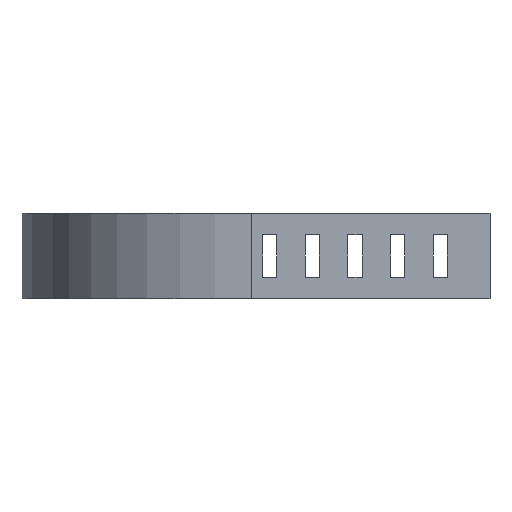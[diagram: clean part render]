
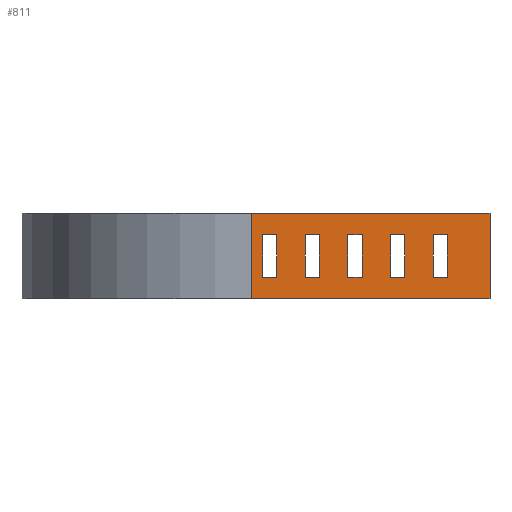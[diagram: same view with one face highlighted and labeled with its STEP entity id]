
A CAD part, left-side view. The second image highlights one B-rep face of the part: STEP entity #811.
In plain terms, the highlighted planar face has unit normal (-1, 0, 0).
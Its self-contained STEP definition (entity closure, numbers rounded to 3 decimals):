
#92=CARTESIAN_POINT('Line Origine',(-107.89,0.,15.)) ;
#96=CARTESIAN_POINT('Vertex',(-107.89,0.,0.)) ;
#98=CARTESIAN_POINT('Vertex',(-107.89,0.,30.)) ;
#243=CARTESIAN_POINT('Line Origine',(-107.89,41.953,30.)) ;
#247=CARTESIAN_POINT('Vertex',(-107.89,83.906,30.)) ;
#308=CARTESIAN_POINT('Vertex',(-107.89,83.906,0.)) ;
#340=CARTESIAN_POINT('Line Origine',(-107.89,41.953,0.)) ;
#365=CARTESIAN_POINT('Line Origine',(-107.89,83.906,15.)) ;
#395=CARTESIAN_POINT('Vertex',(-107.89,15.,22.5)) ;
#398=CARTESIAN_POINT('Line Origine',(-107.89,17.5,22.5)) ;
#402=CARTESIAN_POINT('Vertex',(-107.89,20.,22.5)) ;
#422=CARTESIAN_POINT('Line Origine',(-107.89,20.,15.)) ;
#426=CARTESIAN_POINT('Vertex',(-107.89,20.,7.5)) ;
#457=CARTESIAN_POINT('Vertex',(-107.89,15.,7.5)) ;
#462=CARTESIAN_POINT('Line Origine',(-107.89,15.,15.)) ;
#489=CARTESIAN_POINT('Line Origine',(-107.89,17.5,7.5)) ;
#658=CARTESIAN_POINT('Axis2P3D Location',(-107.89,0.,0.)) ;
#675=CARTESIAN_POINT('Line Origine',(-107.89,30.,15.)) ;
#679=CARTESIAN_POINT('Vertex',(-107.89,30.,7.5)) ;
#681=CARTESIAN_POINT('Vertex',(-107.89,30.,22.5)) ;
#684=CARTESIAN_POINT('Line Origine',(-107.89,32.5,7.5)) ;
#688=CARTESIAN_POINT('Vertex',(-107.89,35.,7.5)) ;
#691=CARTESIAN_POINT('Line Origine',(-107.89,35.,15.)) ;
#695=CARTESIAN_POINT('Vertex',(-107.89,35.,22.5)) ;
#698=CARTESIAN_POINT('Line Origine',(-107.89,32.5,22.5)) ;
#709=CARTESIAN_POINT('Line Origine',(-107.89,45.,15.)) ;
#713=CARTESIAN_POINT('Vertex',(-107.89,45.,7.5)) ;
#715=CARTESIAN_POINT('Vertex',(-107.89,45.,22.5)) ;
#718=CARTESIAN_POINT('Line Origine',(-107.89,47.5,7.5)) ;
#722=CARTESIAN_POINT('Vertex',(-107.89,50.,7.5)) ;
#725=CARTESIAN_POINT('Line Origine',(-107.89,50.,15.)) ;
#729=CARTESIAN_POINT('Vertex',(-107.89,50.,22.5)) ;
#732=CARTESIAN_POINT('Line Origine',(-107.89,47.5,22.5)) ;
#743=CARTESIAN_POINT('Line Origine',(-107.89,60.,15.)) ;
#747=CARTESIAN_POINT('Vertex',(-107.89,60.,7.5)) ;
#749=CARTESIAN_POINT('Vertex',(-107.89,60.,22.5)) ;
#752=CARTESIAN_POINT('Line Origine',(-107.89,62.5,7.5)) ;
#756=CARTESIAN_POINT('Vertex',(-107.89,65.,7.5)) ;
#759=CARTESIAN_POINT('Line Origine',(-107.89,65.,15.)) ;
#763=CARTESIAN_POINT('Vertex',(-107.89,65.,22.5)) ;
#766=CARTESIAN_POINT('Line Origine',(-107.89,62.5,22.5)) ;
#777=CARTESIAN_POINT('Line Origine',(-107.89,75.,15.)) ;
#781=CARTESIAN_POINT('Vertex',(-107.89,75.,7.5)) ;
#783=CARTESIAN_POINT('Vertex',(-107.89,75.,22.5)) ;
#786=CARTESIAN_POINT('Line Origine',(-107.89,77.5,7.5)) ;
#790=CARTESIAN_POINT('Vertex',(-107.89,80.,7.5)) ;
#793=CARTESIAN_POINT('Line Origine',(-107.89,80.,15.)) ;
#797=CARTESIAN_POINT('Vertex',(-107.89,80.,22.5)) ;
#800=CARTESIAN_POINT('Line Origine',(-107.89,77.5,22.5)) ;
#93=DIRECTION('Vector Direction',(0.,0.,1.)) ;
#244=DIRECTION('Vector Direction',(0.,1.,0.)) ;
#341=DIRECTION('Vector Direction',(0.,1.,0.)) ;
#366=DIRECTION('Vector Direction',(0.,0.,1.)) ;
#399=DIRECTION('Vector Direction',(0.,-1.,0.)) ;
#423=DIRECTION('Vector Direction',(0.,0.,-1.)) ;
#463=DIRECTION('Vector Direction',(0.,0.,1.)) ;
#490=DIRECTION('Vector Direction',(0.,1.,0.)) ;
#659=DIRECTION('Axis2P3D Direction',(1.,0.,0.)) ;
#660=DIRECTION('Axis2P3D XDirection',(0.,1.,0.)) ;
#676=DIRECTION('Vector Direction',(0.,0.,1.)) ;
#685=DIRECTION('Vector Direction',(0.,1.,0.)) ;
#692=DIRECTION('Vector Direction',(0.,0.,-1.)) ;
#699=DIRECTION('Vector Direction',(0.,-1.,0.)) ;
#710=DIRECTION('Vector Direction',(0.,0.,1.)) ;
#719=DIRECTION('Vector Direction',(0.,1.,0.)) ;
#726=DIRECTION('Vector Direction',(0.,0.,-1.)) ;
#733=DIRECTION('Vector Direction',(0.,-1.,0.)) ;
#744=DIRECTION('Vector Direction',(0.,0.,1.)) ;
#753=DIRECTION('Vector Direction',(0.,1.,0.)) ;
#760=DIRECTION('Vector Direction',(0.,0.,-1.)) ;
#767=DIRECTION('Vector Direction',(0.,-1.,0.)) ;
#778=DIRECTION('Vector Direction',(0.,0.,1.)) ;
#787=DIRECTION('Vector Direction',(0.,1.,0.)) ;
#794=DIRECTION('Vector Direction',(0.,0.,-1.)) ;
#801=DIRECTION('Vector Direction',(0.,-1.,0.)) ;
#661=AXIS2_PLACEMENT_3D('Plane Axis2P3D',#658,#659,#660) ;
#664=ORIENTED_EDGE('',*,*,#369,.F.) ;
#665=ORIENTED_EDGE('',*,*,#344,.T.) ;
#666=ORIENTED_EDGE('',*,*,#100,.T.) ;
#667=ORIENTED_EDGE('',*,*,#249,.F.) ;
#670=ORIENTED_EDGE('',*,*,#466,.F.) ;
#671=ORIENTED_EDGE('',*,*,#493,.F.) ;
#672=ORIENTED_EDGE('',*,*,#428,.F.) ;
#673=ORIENTED_EDGE('',*,*,#404,.F.) ;
#704=ORIENTED_EDGE('',*,*,#683,.F.) ;
#705=ORIENTED_EDGE('',*,*,#690,.F.) ;
#706=ORIENTED_EDGE('',*,*,#697,.F.) ;
#707=ORIENTED_EDGE('',*,*,#702,.F.) ;
#738=ORIENTED_EDGE('',*,*,#717,.F.) ;
#739=ORIENTED_EDGE('',*,*,#724,.F.) ;
#740=ORIENTED_EDGE('',*,*,#731,.F.) ;
#741=ORIENTED_EDGE('',*,*,#736,.F.) ;
#772=ORIENTED_EDGE('',*,*,#751,.F.) ;
#773=ORIENTED_EDGE('',*,*,#758,.F.) ;
#774=ORIENTED_EDGE('',*,*,#765,.F.) ;
#775=ORIENTED_EDGE('',*,*,#770,.F.) ;
#806=ORIENTED_EDGE('',*,*,#785,.F.) ;
#807=ORIENTED_EDGE('',*,*,#792,.F.) ;
#808=ORIENTED_EDGE('',*,*,#799,.F.) ;
#809=ORIENTED_EDGE('',*,*,#804,.F.) ;
#674=FACE_BOUND('',#669,.T.) ;
#708=FACE_BOUND('',#703,.T.) ;
#742=FACE_BOUND('',#737,.T.) ;
#776=FACE_BOUND('',#771,.T.) ;
#810=FACE_BOUND('',#805,.T.) ;
#94=VECTOR('Line Direction',#93,1.) ;
#245=VECTOR('Line Direction',#244,1.) ;
#342=VECTOR('Line Direction',#341,1.) ;
#367=VECTOR('Line Direction',#366,1.) ;
#400=VECTOR('Line Direction',#399,1.) ;
#424=VECTOR('Line Direction',#423,1.) ;
#464=VECTOR('Line Direction',#463,1.) ;
#491=VECTOR('Line Direction',#490,1.) ;
#677=VECTOR('Line Direction',#676,1.) ;
#686=VECTOR('Line Direction',#685,1.) ;
#693=VECTOR('Line Direction',#692,1.) ;
#700=VECTOR('Line Direction',#699,1.) ;
#711=VECTOR('Line Direction',#710,1.) ;
#720=VECTOR('Line Direction',#719,1.) ;
#727=VECTOR('Line Direction',#726,1.) ;
#734=VECTOR('Line Direction',#733,1.) ;
#745=VECTOR('Line Direction',#744,1.) ;
#754=VECTOR('Line Direction',#753,1.) ;
#761=VECTOR('Line Direction',#760,1.) ;
#768=VECTOR('Line Direction',#767,1.) ;
#779=VECTOR('Line Direction',#778,1.) ;
#788=VECTOR('Line Direction',#787,1.) ;
#795=VECTOR('Line Direction',#794,1.) ;
#802=VECTOR('Line Direction',#801,1.) ;
#811=ADVANCED_FACE('PartBody',(#668,#674,#708,#742,#776,#810),#662,.F.) ;
#100=EDGE_CURVE('',#97,#99,#95,.T.) ;
#249=EDGE_CURVE('',#248,#99,#246,.F.) ;
#344=EDGE_CURVE('',#309,#97,#343,.F.) ;
#369=EDGE_CURVE('',#309,#248,#368,.T.) ;
#404=EDGE_CURVE('',#396,#403,#401,.F.) ;
#428=EDGE_CURVE('',#403,#427,#425,.T.) ;
#466=EDGE_CURVE('',#458,#396,#465,.T.) ;
#493=EDGE_CURVE('',#427,#458,#492,.F.) ;
#683=EDGE_CURVE('',#680,#682,#678,.T.) ;
#690=EDGE_CURVE('',#689,#680,#687,.F.) ;
#697=EDGE_CURVE('',#696,#689,#694,.T.) ;
#702=EDGE_CURVE('',#682,#696,#701,.F.) ;
#717=EDGE_CURVE('',#714,#716,#712,.T.) ;
#724=EDGE_CURVE('',#723,#714,#721,.F.) ;
#731=EDGE_CURVE('',#730,#723,#728,.T.) ;
#736=EDGE_CURVE('',#716,#730,#735,.F.) ;
#751=EDGE_CURVE('',#748,#750,#746,.T.) ;
#758=EDGE_CURVE('',#757,#748,#755,.F.) ;
#765=EDGE_CURVE('',#764,#757,#762,.T.) ;
#770=EDGE_CURVE('',#750,#764,#769,.F.) ;
#785=EDGE_CURVE('',#782,#784,#780,.T.) ;
#792=EDGE_CURVE('',#791,#782,#789,.F.) ;
#799=EDGE_CURVE('',#798,#791,#796,.T.) ;
#804=EDGE_CURVE('',#784,#798,#803,.F.) ;
#663=EDGE_LOOP('',(#664,#665,#666,#667)) ;
#669=EDGE_LOOP('',(#670,#671,#672,#673)) ;
#703=EDGE_LOOP('',(#704,#705,#706,#707)) ;
#737=EDGE_LOOP('',(#738,#739,#740,#741)) ;
#771=EDGE_LOOP('',(#772,#773,#774,#775)) ;
#805=EDGE_LOOP('',(#806,#807,#808,#809)) ;
#668=FACE_OUTER_BOUND('',#663,.T.) ;
#95=LINE('Line',#92,#94) ;
#246=LINE('Line',#243,#245) ;
#343=LINE('Line',#340,#342) ;
#368=LINE('Line',#365,#367) ;
#401=LINE('Line',#398,#400) ;
#425=LINE('Line',#422,#424) ;
#465=LINE('Line',#462,#464) ;
#492=LINE('Line',#489,#491) ;
#678=LINE('Line',#675,#677) ;
#687=LINE('Line',#684,#686) ;
#694=LINE('Line',#691,#693) ;
#701=LINE('Line',#698,#700) ;
#712=LINE('Line',#709,#711) ;
#721=LINE('Line',#718,#720) ;
#728=LINE('Line',#725,#727) ;
#735=LINE('Line',#732,#734) ;
#746=LINE('Line',#743,#745) ;
#755=LINE('Line',#752,#754) ;
#762=LINE('Line',#759,#761) ;
#769=LINE('Line',#766,#768) ;
#780=LINE('Line',#777,#779) ;
#789=LINE('Line',#786,#788) ;
#796=LINE('Line',#793,#795) ;
#803=LINE('Line',#800,#802) ;
#662=PLANE('Plane',#661) ;
#97=VERTEX_POINT('',#96) ;
#99=VERTEX_POINT('',#98) ;
#248=VERTEX_POINT('',#247) ;
#309=VERTEX_POINT('',#308) ;
#396=VERTEX_POINT('',#395) ;
#403=VERTEX_POINT('',#402) ;
#427=VERTEX_POINT('',#426) ;
#458=VERTEX_POINT('',#457) ;
#680=VERTEX_POINT('',#679) ;
#682=VERTEX_POINT('',#681) ;
#689=VERTEX_POINT('',#688) ;
#696=VERTEX_POINT('',#695) ;
#714=VERTEX_POINT('',#713) ;
#716=VERTEX_POINT('',#715) ;
#723=VERTEX_POINT('',#722) ;
#730=VERTEX_POINT('',#729) ;
#748=VERTEX_POINT('',#747) ;
#750=VERTEX_POINT('',#749) ;
#757=VERTEX_POINT('',#756) ;
#764=VERTEX_POINT('',#763) ;
#782=VERTEX_POINT('',#781) ;
#784=VERTEX_POINT('',#783) ;
#791=VERTEX_POINT('',#790) ;
#798=VERTEX_POINT('',#797) ;
